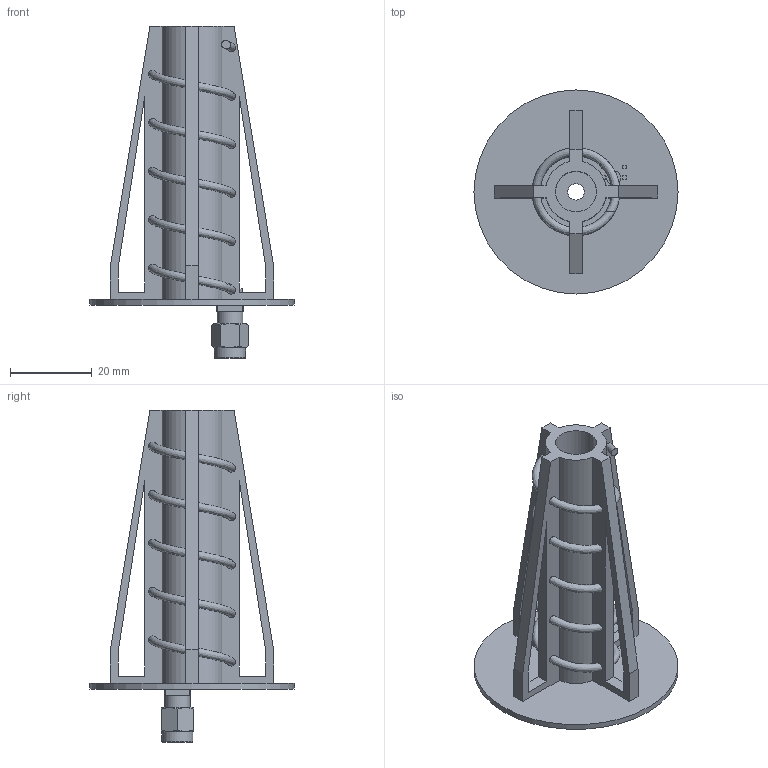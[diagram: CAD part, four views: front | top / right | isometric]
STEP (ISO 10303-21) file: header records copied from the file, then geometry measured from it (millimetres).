
FILE_DESCRIPTION(/* description */ (''),/* implementation_level */ '2;1');
FILE_NAME(/* name */ 'helical antenna v11.step',/* time_stamp */ '2024-01-08T00:50:15-08:00',/* author */ (''),/* organization */ (''),/* preprocessor_version */ 'ST-DEVELOPER v20',/* originating_system */ 'Autodesk Translation Framework v12.14.0.127',/* authorisation */ '');
FILE_SCHEMA (('AUTOMOTIVE_DESIGN { 1 0 10303 214 3 1 1 }'));
Length unit declared in the file: millimetre
Products named in the file (1): helical antenna
Bounding box: 50 x 50 x 81.36 mm (x, y, z)
Volume: 15779.3 mm3; surface area: 17478 mm2
Topology: 6 solids, 6 shells, 178 faces, 442 edges, 289 vertices
Faces by surface type: plane 105, bspline 32, cylinder 31, cone 8, torus 2
Full cylindrical faces by diameter (mm): 0.9 x1, 0.921 x1, 3.5 x1, 4 x2, 4.25 x1, 4.255 x1, 4.592 x2, 5.664 x2, 6.25 x2, 6.35 x3, 7 x1, 7.62 x1, 10 x1, 50 x1
Entity records: 16560 total; most frequent: CARTESIAN_POINT 12361, ORIENTED_EDGE 884, DIRECTION 708, EDGE_CURVE 442, VERTEX_POINT 289, LINE 266, VECTOR 266, EDGE_LOOP 259
